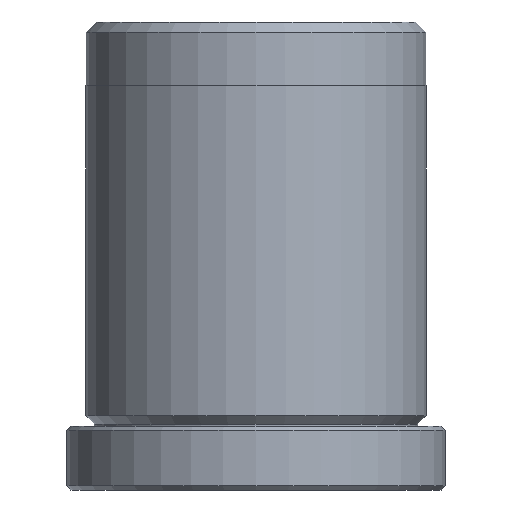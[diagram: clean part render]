
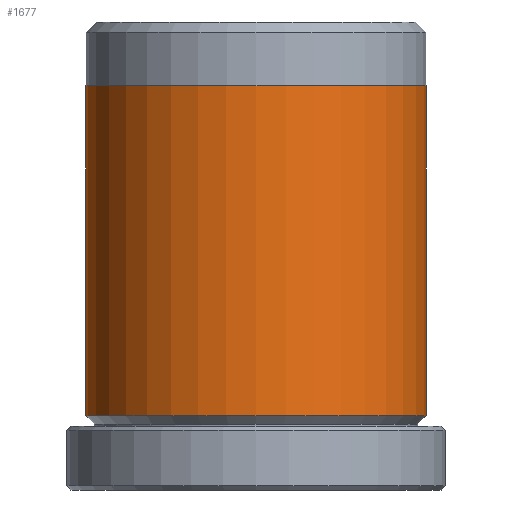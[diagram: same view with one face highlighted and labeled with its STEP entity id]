
A CAD part, front view. The second image highlights one B-rep face of the part: STEP entity #1677.
In plain terms, the highlighted cylindrical face has radius 8 mm (diameter 16 mm), a partial arc.
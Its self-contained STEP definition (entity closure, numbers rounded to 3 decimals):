
#6 = DIRECTION ( 'NONE',  ( -1., 0., 0. ) ) ;
#33 = DIRECTION ( 'NONE',  ( 1., 0., 0. ) ) ;
#136 = CARTESIAN_POINT ( 'NONE',  ( 0., 0., 19. ) ) ;
#156 = CARTESIAN_POINT ( 'NONE',  ( -8., 0., 3.5 ) ) ;
#255 = CARTESIAN_POINT ( 'NONE',  ( -8., 0., 19. ) ) ;
#302 = EDGE_CURVE ( 'NONE', #2240, #674, #2218, .T. ) ;
#348 = DIRECTION ( 'NONE',  ( 0., 0., -1. ) ) ;
#355 = VECTOR ( 'NONE', #2055, 1000. ) ;
#431 = VECTOR ( 'NONE', #348, 1000. ) ;
#569 = AXIS2_PLACEMENT_3D ( 'NONE', #1246, #1347, #1360 ) ;
#584 = EDGE_LOOP ( 'NONE', ( #911, #1923, #1385, #2388 ) ) ;
#590 = CYLINDRICAL_SURFACE ( 'NONE', #569, 8. ) ;
#674 = VERTEX_POINT ( 'NONE', #156 ) ;
#911 = ORIENTED_EDGE ( 'NONE', *, *, #1816, .F. ) ;
#928 = AXIS2_PLACEMENT_3D ( 'NONE', #2445, #1626, #6 ) ;
#958 = LINE ( 'NONE', #2274, #355 ) ;
#1047 = AXIS2_PLACEMENT_3D ( 'NONE', #136, #1166, #33 ) ;
#1069 = CARTESIAN_POINT ( 'NONE',  ( 8., 0., 3.5 ) ) ;
#1077 = FACE_OUTER_BOUND ( 'NONE', #584, .T. ) ;
#1160 = EDGE_CURVE ( 'NONE', #2443, #2089, #2083, .T. ) ;
#1166 = DIRECTION ( 'NONE',  ( 0., 0., 1. ) ) ;
#1246 = CARTESIAN_POINT ( 'NONE',  ( 0., 0., 22. ) ) ;
#1347 = DIRECTION ( 'NONE',  ( 0., 0., -1. ) ) ;
#1360 = DIRECTION ( 'NONE',  ( -1., 0., 0. ) ) ;
#1385 = ORIENTED_EDGE ( 'NONE', *, *, #2153, .T. ) ;
#1436 = CARTESIAN_POINT ( 'NONE',  ( 8., 0., 22. ) ) ;
#1626 = DIRECTION ( 'NONE',  ( 0., 0., -1. ) ) ;
#1677 = ADVANCED_FACE ( 'NONE', ( #1077 ), #590, .T. ) ;
#1816 = EDGE_CURVE ( 'NONE', #2089, #2240, #2033, .T. ) ;
#1923 = ORIENTED_EDGE ( 'NONE', *, *, #1160, .F. ) ;
#2033 = LINE ( 'NONE', #1436, #431 ) ;
#2055 = DIRECTION ( 'NONE',  ( 0., 0., -1. ) ) ;
#2083 = CIRCLE ( 'NONE', #1047, 8. ) ;
#2089 = VERTEX_POINT ( 'NONE', #2537 ) ;
#2153 = EDGE_CURVE ( 'NONE', #2443, #674, #958, .T. ) ;
#2218 = CIRCLE ( 'NONE', #928, 8. ) ;
#2240 = VERTEX_POINT ( 'NONE', #1069 ) ;
#2274 = CARTESIAN_POINT ( 'NONE',  ( -8., 0., 22. ) ) ;
#2388 = ORIENTED_EDGE ( 'NONE', *, *, #302, .F. ) ;
#2443 = VERTEX_POINT ( 'NONE', #255 ) ;
#2445 = CARTESIAN_POINT ( 'NONE',  ( 0., 0., 3.5 ) ) ;
#2537 = CARTESIAN_POINT ( 'NONE',  ( 8., 0., 19. ) ) ;
